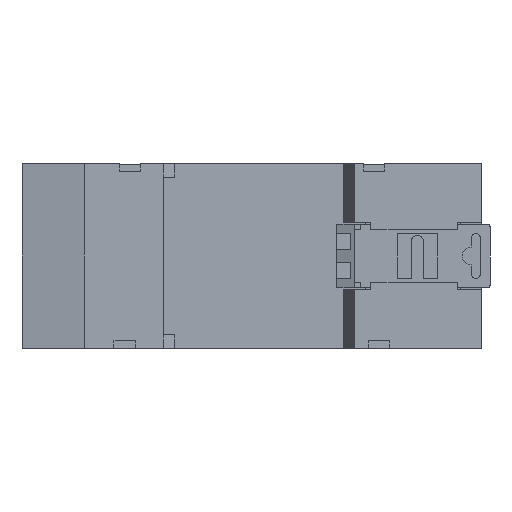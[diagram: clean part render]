
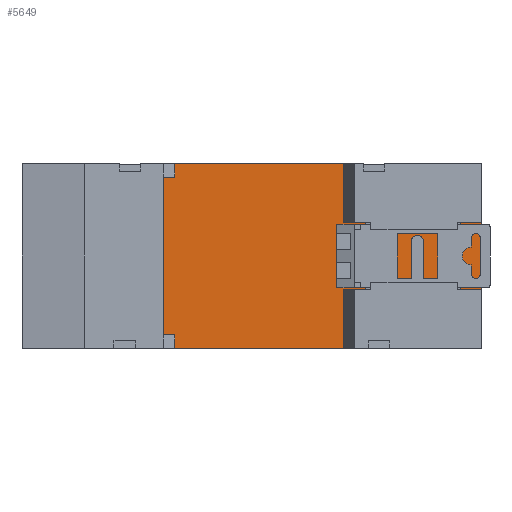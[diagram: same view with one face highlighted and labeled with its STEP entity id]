
A CAD part, front view. The second image highlights one B-rep face of the part: STEP entity #5649.
In plain terms, the highlighted planar face has unit normal (0, -1, 0).
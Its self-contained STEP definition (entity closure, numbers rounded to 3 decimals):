
#205 = CARTESIAN_POINT ( 'NONE',  ( -17.9, -1.5, 11.575 ) ) ;
#279 = AXIS2_PLACEMENT_3D ( 'NONE', #15453, #27765, #9210 ) ;
#484 = EDGE_CURVE ( 'NONE', #25298, #37838, #13289, .T. ) ;
#897 = EDGE_CURVE ( 'NONE', #14568, #28090, #10097, .T. ) ;
#964 = CARTESIAN_POINT ( 'NONE',  ( -40.7, -1.5, 22.575 ) ) ;
#1017 = VERTEX_POINT ( 'NONE', #36213 ) ;
#1065 = EDGE_CURVE ( 'NONE', #1017, #8870, #17855, .T. ) ;
#1133 = CARTESIAN_POINT ( 'NONE',  ( -45., -1.5, 24.575 ) ) ;
#1538 = CARTESIAN_POINT ( 'NONE',  ( 0., -1.5, 11.575 ) ) ;
#1756 = VECTOR ( 'NONE', #26210, 1000. ) ;
#1945 = VECTOR ( 'NONE', #29903, 1000. ) ;
#2335 = VECTOR ( 'NONE', #17930, 1000. ) ;
#3105 = AXIS2_PLACEMENT_3D ( 'NONE', #37622, #6114, #30933 ) ;
#3185 = CARTESIAN_POINT ( 'NONE',  ( 0., -1.5, 24.575 ) ) ;
#3302 = VERTEX_POINT ( 'NONE', #30955 ) ;
#3511 = FACE_OUTER_BOUND ( 'NONE', #14980, .T. ) ;
#4591 = DIRECTION ( 'NONE',  ( -1., 0., 0. ) ) ;
#4672 = CARTESIAN_POINT ( 'NONE',  ( -17.9, -1.5, 36.15 ) ) ;
#5010 = VERTEX_POINT ( 'NONE', #15307 ) ;
#5649 = ADVANCED_FACE ( 'NONE', ( #3511, #9357 ), #37223, .T. ) ;
#5742 = ORIENTED_EDGE ( 'NONE', *, *, #15606, .T. ) ;
#5881 = CARTESIAN_POINT ( 'NONE',  ( 0., -1.5, 36.15 ) ) ;
#5990 = VERTEX_POINT ( 'NONE', #30491 ) ;
#6114 = DIRECTION ( 'NONE',  ( 0., -1., 0. ) ) ;
#6257 = DIRECTION ( 'NONE',  ( 0., 0., 1. ) ) ;
#6468 = DIRECTION ( 'NONE',  ( 0., 0., 1. ) ) ;
#6562 = EDGE_CURVE ( 'NONE', #37838, #15239, #10921, .T. ) ;
#7557 = DIRECTION ( 'NONE',  ( 1., 0., 0. ) ) ;
#7695 = CARTESIAN_POINT ( 'NONE',  ( -22.2, -1.5, 24.575 ) ) ;
#8068 = CARTESIAN_POINT ( 'NONE',  ( -22.2, -1.5, 22.575 ) ) ;
#8250 = CARTESIAN_POINT ( 'NONE',  ( -40.7, -1.5, 13.575 ) ) ;
#8870 = VERTEX_POINT ( 'NONE', #1133 ) ;
#8921 = VERTEX_POINT ( 'NONE', #22924 ) ;
#9210 = DIRECTION ( 'NONE',  ( 1., 0., 0. ) ) ;
#9308 = CARTESIAN_POINT ( 'NONE',  ( -22.2, -1.5, 11.575 ) ) ;
#9357 = FACE_BOUND ( 'NONE', #31881, .T. ) ;
#9487 = EDGE_CURVE ( 'NONE', #5990, #15239, #24788, .T. ) ;
#9729 = EDGE_CURVE ( 'NONE', #21004, #25298, #37910, .T. ) ;
#9908 = VECTOR ( 'NONE', #16975, 1000. ) ;
#10097 = CIRCLE ( 'NONE', #32009, 1.125 ) ;
#10797 = ORIENTED_EDGE ( 'NONE', *, *, #6562, .F. ) ;
#10821 = LINE ( 'NONE', #18038, #25603 ) ;
#10921 = LINE ( 'NONE', #7695, #14691 ) ;
#11211 = EDGE_CURVE ( 'NONE', #17109, #35193, #24641, .T. ) ;
#12035 = VECTOR ( 'NONE', #29246, 1000. ) ;
#12179 = EDGE_CURVE ( 'NONE', #35193, #29511, #21355, .T. ) ;
#12577 = EDGE_CURVE ( 'NONE', #16864, #8921, #30786, .T. ) ;
#13289 = LINE ( 'NONE', #964, #37262 ) ;
#13466 = DIRECTION ( 'NONE',  ( 1., 0., 0. ) ) ;
#13646 = VECTOR ( 'NONE', #21553, 1000. ) ;
#13674 = VECTOR ( 'NONE', #22529, 1000. ) ;
#14398 = VECTOR ( 'NONE', #6257, 1000. ) ;
#14515 = LINE ( 'NONE', #23409, #34401 ) ;
#14568 = VERTEX_POINT ( 'NONE', #19940 ) ;
#14621 = CARTESIAN_POINT ( 'NONE',  ( -22.2, -1.5, 24.575 ) ) ;
#14691 = VECTOR ( 'NONE', #35174, 1000. ) ;
#14828 = EDGE_CURVE ( 'NONE', #16864, #17109, #37724, .T. ) ;
#14980 = EDGE_LOOP ( 'NONE', ( #31524, #20915, #17454, #30564, #22723, #21728, #28827, #35620, #22270, #29497, #38357, #38660, #5742, #28369, #10797, #31730 ) ) ;
#15239 = VERTEX_POINT ( 'NONE', #14621 ) ;
#15307 = CARTESIAN_POINT ( 'NONE',  ( -17.9, -1.5, 36.15 ) ) ;
#15453 = CARTESIAN_POINT ( 'NONE',  ( -32.366, -1.5, 15.2 ) ) ;
#15606 = EDGE_CURVE ( 'NONE', #5010, #5990, #29073, .T. ) ;
#15702 = EDGE_CURVE ( 'NONE', #3302, #8921, #14515, .T. ) ;
#16514 = CARTESIAN_POINT ( 'NONE',  ( -40.7, -1.5, 11.575 ) ) ;
#16864 = VERTEX_POINT ( 'NONE', #205 ) ;
#16975 = DIRECTION ( 'NONE',  ( 0., 0., -1. ) ) ;
#17109 = VERTEX_POINT ( 'NONE', #34209 ) ;
#17454 = ORIENTED_EDGE ( 'NONE', *, *, #1065, .F. ) ;
#17855 = LINE ( 'NONE', #37194, #27928 ) ;
#17930 = DIRECTION ( 'NONE',  ( -1., 0., 0. ) ) ;
#18038 = CARTESIAN_POINT ( 'NONE',  ( -40.7, -1.5, 11.575 ) ) ;
#19056 = EDGE_CURVE ( 'NONE', #21489, #3302, #32040, .T. ) ;
#19141 = CARTESIAN_POINT ( 'NONE',  ( 17.35, -1.5, 36.15 ) ) ;
#19772 = LINE ( 'NONE', #21869, #37859 ) ;
#19940 = CARTESIAN_POINT ( 'NONE',  ( -31.241, -1.5, 15.2 ) ) ;
#20684 = CARTESIAN_POINT ( 'NONE',  ( -32.366, -1.5, 15.2 ) ) ;
#20915 = ORIENTED_EDGE ( 'NONE', *, *, #30139, .T. ) ;
#21004 = VERTEX_POINT ( 'NONE', #25667 ) ;
#21071 = DIRECTION ( 'NONE',  ( 0., 0., -1. ) ) ;
#21355 = LINE ( 'NONE', #8250, #2335 ) ;
#21489 = VERTEX_POINT ( 'NONE', #30031 ) ;
#21553 = DIRECTION ( 'NONE',  ( -1., 0., 0. ) ) ;
#21728 = ORIENTED_EDGE ( 'NONE', *, *, #12179, .F. ) ;
#21869 = CARTESIAN_POINT ( 'NONE',  ( 0., -1.5, 24.575 ) ) ;
#22144 = CARTESIAN_POINT ( 'NONE',  ( -40.7, -1.5, 24.575 ) ) ;
#22270 = ORIENTED_EDGE ( 'NONE', *, *, #12577, .T. ) ;
#22529 = DIRECTION ( 'NONE',  ( 0., 0., -1. ) ) ;
#22723 = ORIENTED_EDGE ( 'NONE', *, *, #28398, .F. ) ;
#22812 = DIRECTION ( 'NONE',  ( -1., 0., 0. ) ) ;
#22924 = CARTESIAN_POINT ( 'NONE',  ( -17.9, -1.5, 0. ) ) ;
#23409 = CARTESIAN_POINT ( 'NONE',  ( 0., -1.5, 0. ) ) ;
#24344 = CARTESIAN_POINT ( 'NONE',  ( -17.9, -1.5, 36.15 ) ) ;
#24641 = LINE ( 'NONE', #9308, #14398 ) ;
#24788 = LINE ( 'NONE', #3185, #13646 ) ;
#25169 = VECTOR ( 'NONE', #33602, 1000. ) ;
#25298 = VERTEX_POINT ( 'NONE', #28749 ) ;
#25603 = VECTOR ( 'NONE', #21071, 1000. ) ;
#25667 = CARTESIAN_POINT ( 'NONE',  ( -40.7, -1.5, 24.575 ) ) ;
#26210 = DIRECTION ( 'NONE',  ( -1., 0., 0. ) ) ;
#26240 = EDGE_CURVE ( 'NONE', #28090, #14568, #39637, .T. ) ;
#26787 = CARTESIAN_POINT ( 'NONE',  ( -40.7, -1.5, 13.575 ) ) ;
#26847 = DIRECTION ( 'NONE',  ( -1., 0., 0. ) ) ;
#27429 = CARTESIAN_POINT ( 'NONE',  ( -33.491, -1.5, 15.2 ) ) ;
#27543 = CARTESIAN_POINT ( 'NONE',  ( -22.2, -1.5, 13.575 ) ) ;
#27765 = DIRECTION ( 'NONE',  ( 0., -1., 0. ) ) ;
#27928 = VECTOR ( 'NONE', #6468, 1000. ) ;
#28090 = VERTEX_POINT ( 'NONE', #27429 ) ;
#28369 = ORIENTED_EDGE ( 'NONE', *, *, #9487, .T. ) ;
#28398 = EDGE_CURVE ( 'NONE', #29511, #36029, #10821, .T. ) ;
#28749 = CARTESIAN_POINT ( 'NONE',  ( -40.7, -1.5, 22.575 ) ) ;
#28827 = ORIENTED_EDGE ( 'NONE', *, *, #11211, .F. ) ;
#29073 = LINE ( 'NONE', #4672, #9908 ) ;
#29246 = DIRECTION ( 'NONE',  ( 0., 0., -1. ) ) ;
#29358 = ORIENTED_EDGE ( 'NONE', *, *, #897, .F. ) ;
#29497 = ORIENTED_EDGE ( 'NONE', *, *, #15702, .F. ) ;
#29511 = VERTEX_POINT ( 'NONE', #26787 ) ;
#29765 = DIRECTION ( 'NONE',  ( 0., -1., 0. ) ) ;
#29903 = DIRECTION ( 'NONE',  ( -1., 0., 0. ) ) ;
#30031 = CARTESIAN_POINT ( 'NONE',  ( 17.35, -1.5, 36.15 ) ) ;
#30139 = EDGE_CURVE ( 'NONE', #21004, #8870, #19772, .T. ) ;
#30397 = ORIENTED_EDGE ( 'NONE', *, *, #26240, .F. ) ;
#30491 = CARTESIAN_POINT ( 'NONE',  ( -17.9, -1.5, 24.575 ) ) ;
#30564 = ORIENTED_EDGE ( 'NONE', *, *, #32293, .F. ) ;
#30786 = LINE ( 'NONE', #24344, #25169 ) ;
#30933 = DIRECTION ( 'NONE',  ( 1., 0., 0. ) ) ;
#30955 = CARTESIAN_POINT ( 'NONE',  ( 17.35, -1.5, 0. ) ) ;
#31524 = ORIENTED_EDGE ( 'NONE', *, *, #9729, .F. ) ;
#31730 = ORIENTED_EDGE ( 'NONE', *, *, #484, .F. ) ;
#31881 = EDGE_LOOP ( 'NONE', ( #29358, #30397 ) ) ;
#32009 = AXIS2_PLACEMENT_3D ( 'NONE', #20684, #29765, #7557 ) ;
#32040 = LINE ( 'NONE', #19141, #12035 ) ;
#32293 = EDGE_CURVE ( 'NONE', #36029, #1017, #39347, .T. ) ;
#33602 = DIRECTION ( 'NONE',  ( 0., 0., -1. ) ) ;
#34209 = CARTESIAN_POINT ( 'NONE',  ( -22.2, -1.5, 11.575 ) ) ;
#34290 = VECTOR ( 'NONE', #4591, 1000. ) ;
#34401 = VECTOR ( 'NONE', #26847, 1000. ) ;
#35174 = DIRECTION ( 'NONE',  ( 0., 0., 1. ) ) ;
#35193 = VERTEX_POINT ( 'NONE', #27543 ) ;
#35521 = EDGE_CURVE ( 'NONE', #21489, #5010, #35965, .T. ) ;
#35620 = ORIENTED_EDGE ( 'NONE', *, *, #14828, .F. ) ;
#35965 = LINE ( 'NONE', #5881, #1945 ) ;
#36029 = VERTEX_POINT ( 'NONE', #16514 ) ;
#36089 = CARTESIAN_POINT ( 'NONE',  ( 0., -1.5, 11.575 ) ) ;
#36213 = CARTESIAN_POINT ( 'NONE',  ( -45., -1.5, 11.575 ) ) ;
#37194 = CARTESIAN_POINT ( 'NONE',  ( -45., -1.5, 0. ) ) ;
#37223 = PLANE ( 'NONE',  #3105 ) ;
#37262 = VECTOR ( 'NONE', #13466, 1000. ) ;
#37622 = CARTESIAN_POINT ( 'NONE',  ( 0., -1.5, 36.15 ) ) ;
#37724 = LINE ( 'NONE', #1538, #34290 ) ;
#37838 = VERTEX_POINT ( 'NONE', #8068 ) ;
#37859 = VECTOR ( 'NONE', #22812, 1000. ) ;
#37910 = LINE ( 'NONE', #22144, #13674 ) ;
#38357 = ORIENTED_EDGE ( 'NONE', *, *, #19056, .F. ) ;
#38660 = ORIENTED_EDGE ( 'NONE', *, *, #35521, .T. ) ;
#39347 = LINE ( 'NONE', #36089, #1756 ) ;
#39637 = CIRCLE ( 'NONE', #279, 1.125 ) ;
